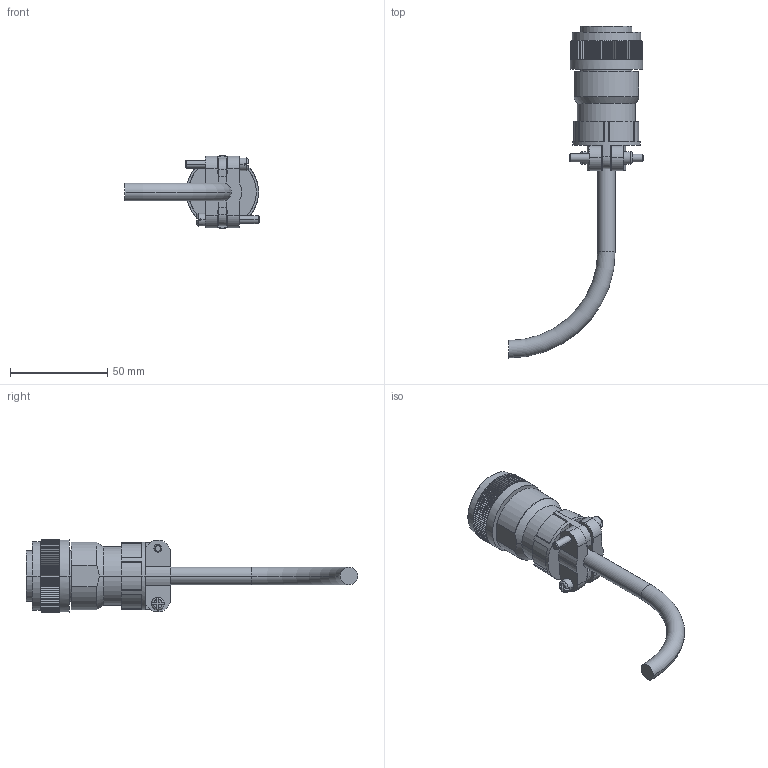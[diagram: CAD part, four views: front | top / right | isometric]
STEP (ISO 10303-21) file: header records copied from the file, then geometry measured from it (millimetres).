
FILE_DESCRIPTION (( 'STEP AP214' ), '1' );
FILE_NAME ('SVC-EHH-010.STEP', '2016-04-07T20:32:57', ( '' ), ( '' ), 'SwSTEP 2.0', 'SolidWorks 2015', '' );
FILE_SCHEMA (( 'AUTOMOTIVE_DESIGN' ));
Length unit declared in the file: millimetre
Products named in the file (1): SVC-EHH-010
Bounding box: 68.84 x 170.5 x 37.12 mm (x, y, z)
Volume: 58565.4 mm3; surface area: 32593 mm2
Topology: 8 solids, 8 shells, 739 faces, 1882 edges, 1184 vertices
Faces by surface type: plane 411, cylinder 210, cone 104, torus 14
Entity records: 23311 total; most frequent: CARTESIAN_POINT 4622, DIRECTION 3910, ORIENTED_EDGE 3764, EDGE_CURVE 1882, AXIS2_PLACEMENT_3D 1516, VERTEX_POINT 1184, VECTOR 878, LINE 878
